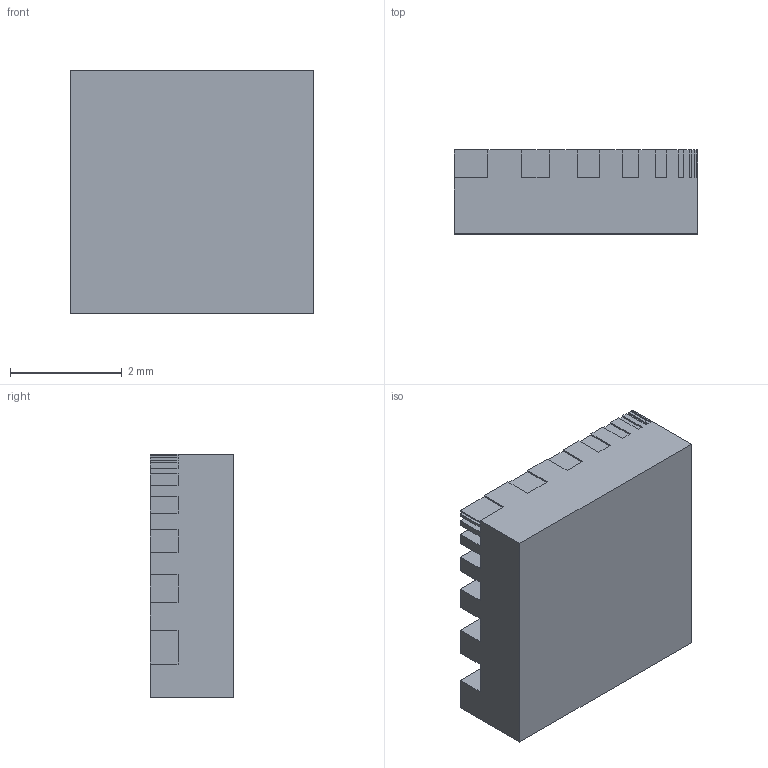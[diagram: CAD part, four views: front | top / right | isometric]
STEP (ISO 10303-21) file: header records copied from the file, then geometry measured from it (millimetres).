
FILE_DESCRIPTION (( 'STEP AP214' ), '1' );
FILE_NAME ('resolutionCoupon_merged.STEP', '2024-10-25T19:16:40', ( '' ), ( '' ), 'SwSTEP 2.0', 'SolidWorks 2024', '' );
FILE_SCHEMA (( 'AUTOMOTIVE_DESIGN' ));
Length unit declared in the file: millimetre
Products named in the file (1): resolutionCoupon_merged
Bounding box: 4.35 x 1.5 x 4.35 mm (x, y, z)
Volume: 23.7 mm3; surface area: 124.8 mm2
Topology: 1 solids, 1 shells, 1064 faces, 2892 edges, 1928 vertices
Faces by surface type: plane 614, cylinder 450
Entity records: 33739 total; most frequent: DIRECTION 5922, CARTESIAN_POINT 5885, ORIENTED_EDGE 5784, EDGE_CURVE 2892, LINE 1992, VECTOR 1992, AXIS2_PLACEMENT_3D 1965, VERTEX_POINT 1928
